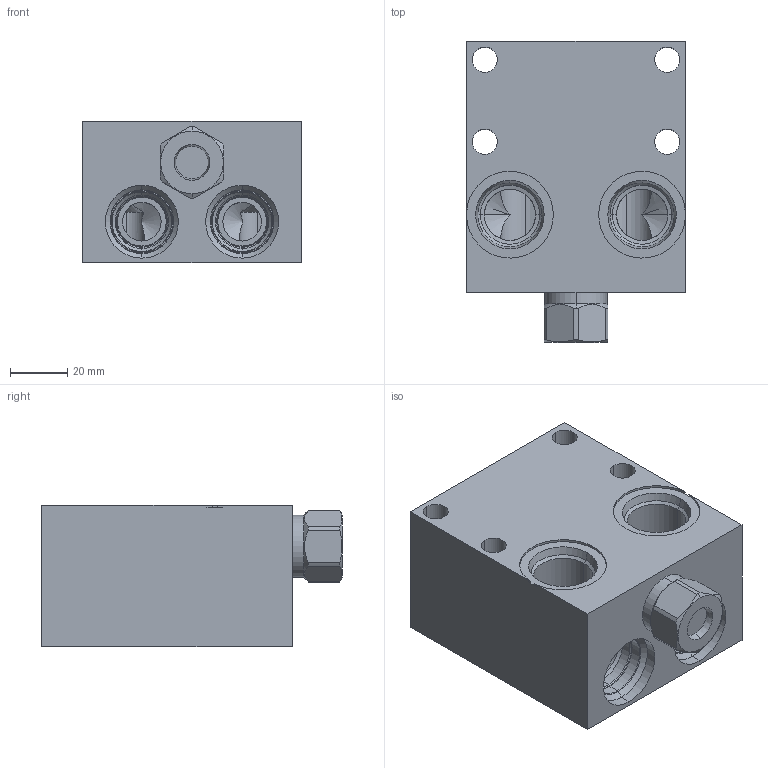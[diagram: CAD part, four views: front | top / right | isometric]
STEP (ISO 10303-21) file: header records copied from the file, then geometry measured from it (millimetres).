
FILE_DESCRIPTION((''),'2;1');
FILE_NAME('XWX_ASM','2020-02-21T',('ProEService'),(''),'PRO/ENGINEER BY PARAMETRIC TECHNOLOGY CORPORATION, 2014200','PRO/ENGINEER BY PARAMETRIC TECHNOLOGY CORPORATION, 2014200','');
FILE_SCHEMA(('CONFIG_CONTROL_DESIGN'));
Length unit declared in the file: inch
Products named in the file (3): 151-641-002; CSAAEXN; XWX_ASM
Assembly tree (2 placements, depth 2):
  XWX_ASM
    151-641-002
    CSAAEXN
Bounding box: 76.2 x 104.8 x 49.23 mm (x, y, z)
Volume: 260351.5 mm3; surface area: 54725.5 mm2
Topology: 3 solids, 5 shells, 304 faces, 933 edges, 732 vertices
Faces by surface type: cylinder 136, cone 84, plane 44, torus 34, revolution 6
Entity records: 11978 total; most frequent: CARTESIAN_POINT 3696, DIRECTION 1795, ORIENTED_EDGE 1428, EDGE_CURVE 714, AXIS2_PLACEMENT_3D 670, VECTOR 449, LINE 449, VERTEX_POINT 433
